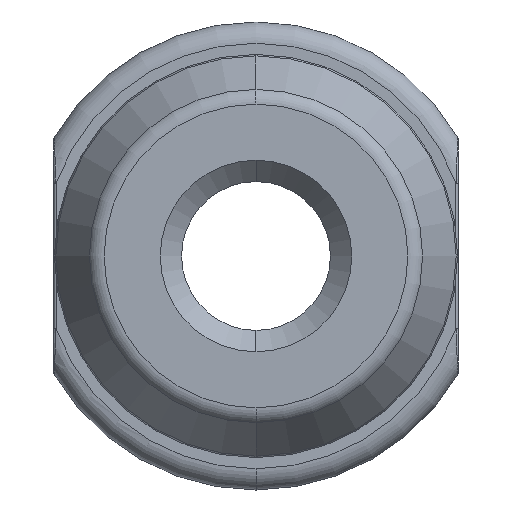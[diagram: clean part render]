
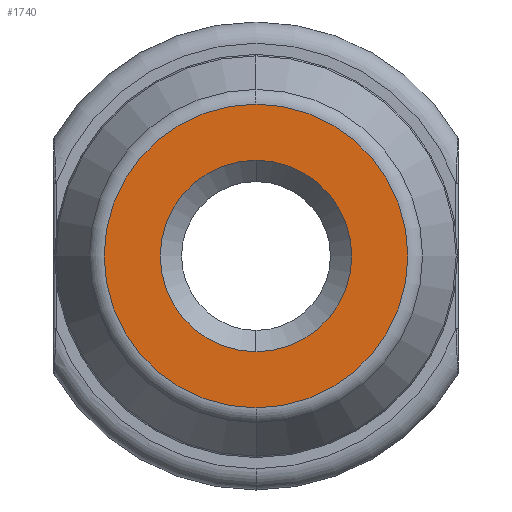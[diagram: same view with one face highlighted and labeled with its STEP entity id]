
A CAD part, left-side view. The second image highlights one B-rep face of the part: STEP entity #1740.
In plain terms, the highlighted planar face has unit normal (-1, 0, 0).
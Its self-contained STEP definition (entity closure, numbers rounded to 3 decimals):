
#16 = VERTEX_POINT ( 'NONE', #2302 ) ;
#174 = CIRCLE ( 'NONE', #1536, 4.5 ) ;
#522 = PLANE ( 'NONE',  #2930 ) ;
#747 = CIRCLE ( 'NONE', #815, 7.137 ) ;
#802 = CARTESIAN_POINT ( 'NONE',  ( 0., 0., 0. ) ) ;
#815 = AXIS2_PLACEMENT_3D ( 'NONE', #1852, #5012, #2317 ) ;
#833 = ORIENTED_EDGE ( 'NONE', *, *, #3593, .T. ) ;
#1005 = CARTESIAN_POINT ( 'NONE',  ( 0., 0., -7.599 ) ) ;
#1228 = VERTEX_POINT ( 'NONE', #2560 ) ;
#1264 = DIRECTION ( 'NONE',  ( 0., 0., -1. ) ) ;
#1350 = CARTESIAN_POINT ( 'NONE',  ( 0., 0., -4.5 ) ) ;
#1358 = EDGE_CURVE ( 'NONE', #4673, #1228, #3718, .T. ) ;
#1466 = DIRECTION ( 'NONE',  ( 1., 0., 0. ) ) ;
#1536 = AXIS2_PLACEMENT_3D ( 'NONE', #4297, #1592, #4760 ) ;
#1592 = DIRECTION ( 'NONE',  ( 1., 0., 0. ) ) ;
#1673 = FACE_BOUND ( 'NONE', #3302, .T. ) ;
#1685 = EDGE_CURVE ( 'NONE', #1228, #4673, #747, .T. ) ;
#1740 = ADVANCED_FACE ( 'NONE', ( #1673, #5271 ), #522, .F. ) ;
#1835 = AXIS2_PLACEMENT_3D ( 'NONE', #802, #3956, #1264 ) ;
#1852 = CARTESIAN_POINT ( 'NONE',  ( 0., 0., 0. ) ) ;
#1875 = CARTESIAN_POINT ( 'NONE',  ( 0., 0., 0. ) ) ;
#2079 = VERTEX_POINT ( 'NONE', #1350 ) ;
#2302 = CARTESIAN_POINT ( 'NONE',  ( 0., 0., 4.5 ) ) ;
#2317 = DIRECTION ( 'NONE',  ( 0., 0., -1. ) ) ;
#2339 = DIRECTION ( 'NONE',  ( 0., 0., -1. ) ) ;
#2560 = CARTESIAN_POINT ( 'NONE',  ( 0., 0., -7.137 ) ) ;
#2930 = AXIS2_PLACEMENT_3D ( 'NONE', #1005, #1466, #4632 ) ;
#3091 = CIRCLE ( 'NONE', #4023, 4.5 ) ;
#3302 = EDGE_LOOP ( 'NONE', ( #3897, #833 ) ) ;
#3433 = EDGE_LOOP ( 'NONE', ( #5104, #4845 ) ) ;
#3593 = EDGE_CURVE ( 'NONE', #2079, #16, #3091, .T. ) ;
#3718 = CIRCLE ( 'NONE', #1835, 7.137 ) ;
#3897 = ORIENTED_EDGE ( 'NONE', *, *, #5109, .T. ) ;
#3949 = CARTESIAN_POINT ( 'NONE',  ( 0., 0., 7.137 ) ) ;
#3956 = DIRECTION ( 'NONE',  ( -1., 0., 0. ) ) ;
#4023 = AXIS2_PLACEMENT_3D ( 'NONE', #1875, #5032, #2339 ) ;
#4297 = CARTESIAN_POINT ( 'NONE',  ( 0., 0., 0. ) ) ;
#4632 = DIRECTION ( 'NONE',  ( 0., 0., -1. ) ) ;
#4673 = VERTEX_POINT ( 'NONE', #3949 ) ;
#4760 = DIRECTION ( 'NONE',  ( 0., 0., -1. ) ) ;
#4845 = ORIENTED_EDGE ( 'NONE', *, *, #1358, .T. ) ;
#5012 = DIRECTION ( 'NONE',  ( -1., 0., 0. ) ) ;
#5032 = DIRECTION ( 'NONE',  ( 1., 0., 0. ) ) ;
#5104 = ORIENTED_EDGE ( 'NONE', *, *, #1685, .T. ) ;
#5109 = EDGE_CURVE ( 'NONE', #16, #2079, #174, .T. ) ;
#5271 = FACE_OUTER_BOUND ( 'NONE', #3433, .T. ) ;
